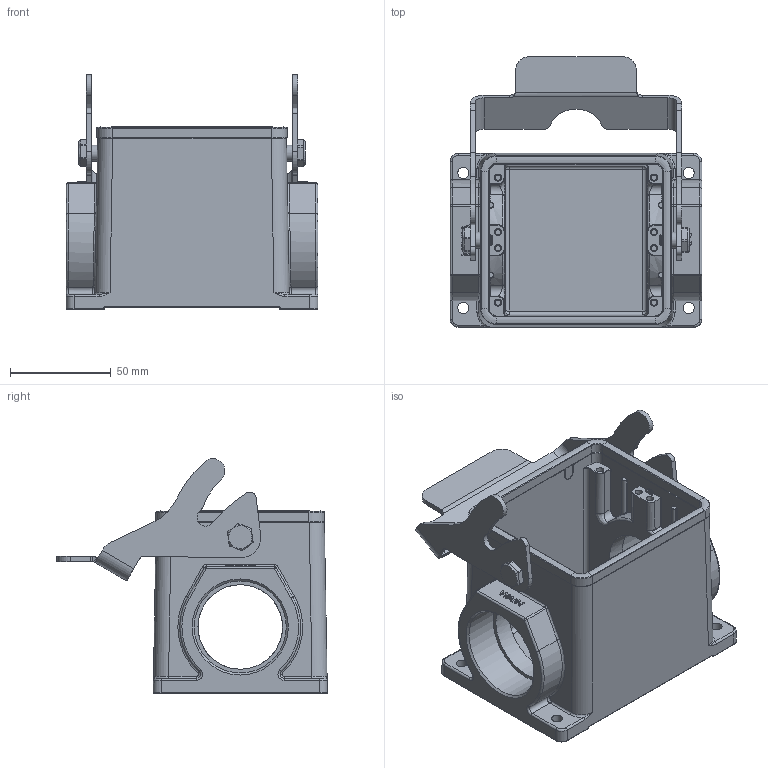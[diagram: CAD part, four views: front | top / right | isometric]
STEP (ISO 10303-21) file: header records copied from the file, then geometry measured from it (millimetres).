
FILE_DESCRIPTION(/* description */ (''),/* implementation_level */ '2;1');
FILE_NAME(/* name */ '3D_1240322251033_HV32B-SF-1L_S-2PG36_V1.1.stp',/* time_stamp */ '2023-12-28T13:48:32+08:00',/* author */ (''),/* organization */ (''),/* preprocessor_version */ 'ST-DEVELOPER v18.1',/* originating_system */ 'SIEMENS PLM Software NX 1980',/* authorisation */ '');
FILE_SCHEMA (('AP203_CONFIGURATION_CONTROLLED_3D_DESIGN_OF_MECHANICAL_PARTS_AND_ASSEMBLIES_MIM_LF { 1 0 10303 403 2 1 2}'));
Length unit declared in the file: millimetre
Products named in the file (1): 3D_1240322251004_HV32B-SF-1L_S-M32_V1.1_stp
Bounding box: 125 x 134.43 x 116.63 mm (x, y, z)
Volume: 279505.8 mm3; surface area: 106219.4 mm2
Topology: 5 solids, 5 shells, 645 faces, 1590 edges, 970 vertices
Faces by surface type: cylinder 263, plane 215, bspline 99, torus 28, sphere 24, cone 16
Full cylindrical faces by diameter (mm): 3.5 x8, 4.8 x2, 4.9 x2, 5.5 x4, 7.9 x2, 8.1 x2, 42 x2, 45.7 x2
Entity records: 24634 total; most frequent: CARTESIAN_POINT 9797, DIRECTION 3082, ORIENTED_EDGE 3052, EDGE_CURVE 1526, AXIS2_PLACEMENT_3D 1180, VERTEX_POINT 958, EDGE_LOOP 734, LINE 722
